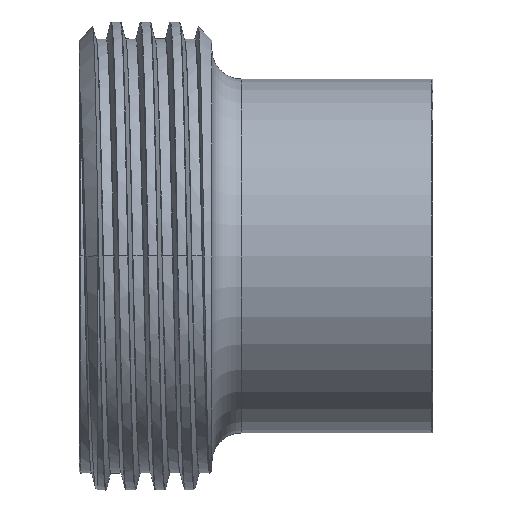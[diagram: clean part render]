
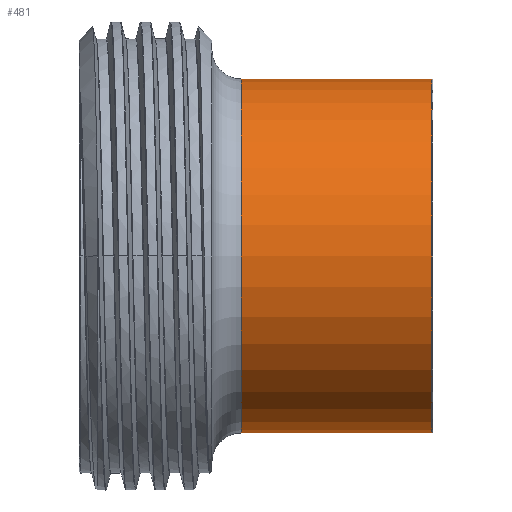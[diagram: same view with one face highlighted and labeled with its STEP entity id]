
A CAD part, front view. The second image highlights one B-rep face of the part: STEP entity #481.
In plain terms, the highlighted cylindrical face has radius 19.05 mm (diameter 38.1 mm), a full revolution.
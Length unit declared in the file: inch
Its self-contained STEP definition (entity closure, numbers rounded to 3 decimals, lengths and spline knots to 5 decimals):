
#42=CYLINDRICAL_SURFACE('',#543,0.75);
#65=FACE_OUTER_BOUND('',#94,.T.);
#94=EDGE_LOOP('',(#431,#432,#433,#434,#435,#436));
#155=CIRCLE('',#541,0.75);
#156=CIRCLE('',#542,0.75);
#157=CIRCLE('',#544,0.75);
#158=CIRCLE('',#545,0.75);
#174=LINE('',#3182,#188);
#188=VECTOR('',#637,0.75);
#232=VERTEX_POINT('',#3175);
#233=VERTEX_POINT('',#3177);
#234=VERTEX_POINT('',#3181);
#235=VERTEX_POINT('',#3183);
#302=EDGE_CURVE('',#232,#233,#155,.T.);
#303=EDGE_CURVE('',#233,#232,#156,.T.);
#304=EDGE_CURVE('',#233,#234,#174,.T.);
#305=EDGE_CURVE('',#234,#235,#157,.T.);
#306=EDGE_CURVE('',#235,#234,#158,.T.);
#431=ORIENTED_EDGE('',*,*,#303,.F.);
#432=ORIENTED_EDGE('',*,*,#304,.T.);
#433=ORIENTED_EDGE('',*,*,#305,.T.);
#434=ORIENTED_EDGE('',*,*,#306,.T.);
#435=ORIENTED_EDGE('',*,*,#304,.F.);
#436=ORIENTED_EDGE('',*,*,#302,.F.);
#481=ADVANCED_FACE('',(#65),#42,.T.);
#541=AXIS2_PLACEMENT_3D('',#3178,#631,#632);
#542=AXIS2_PLACEMENT_3D('',#3179,#633,#634);
#543=AXIS2_PLACEMENT_3D('',#3180,#635,#636);
#544=AXIS2_PLACEMENT_3D('',#3184,#638,#639);
#545=AXIS2_PLACEMENT_3D('',#3185,#640,#641);
#631=DIRECTION('center_axis',(1.,0.,0.));
#632=DIRECTION('ref_axis',(0.,-1.,0.));
#633=DIRECTION('center_axis',(1.,0.,0.));
#634=DIRECTION('ref_axis',(0.,-1.,0.));
#635=DIRECTION('center_axis',(1.,0.,0.));
#636=DIRECTION('ref_axis',(0.,1.,0.));
#637=DIRECTION('',(-1.,0.,0.));
#638=DIRECTION('center_axis',(1.,0.,0.));
#639=DIRECTION('ref_axis',(0.,1.,0.));
#640=DIRECTION('center_axis',(1.,0.,0.));
#641=DIRECTION('ref_axis',(0.,1.,0.));
#3175=CARTESIAN_POINT('',(1.495,0.,0.75));
#3177=CARTESIAN_POINT('',(1.495,-0.75,0.));
#3178=CARTESIAN_POINT('Origin',(1.495,0.,0.));
#3179=CARTESIAN_POINT('Origin',(1.495,0.,0.));
#3180=CARTESIAN_POINT('Origin',(1.094,0.,0.));
#3181=CARTESIAN_POINT('',(0.688,-0.75,0.));
#3182=CARTESIAN_POINT('',(1.094,-0.75,0.));
#3183=CARTESIAN_POINT('',(0.688,0.,0.75));
#3184=CARTESIAN_POINT('Origin',(0.688,0.,0.));
#3185=CARTESIAN_POINT('Origin',(0.688,0.,0.));
